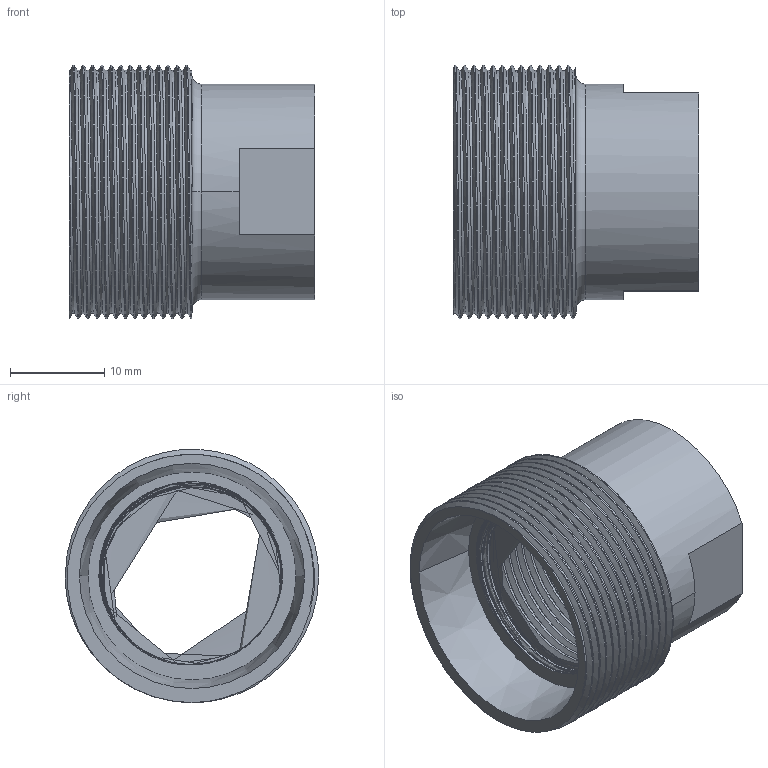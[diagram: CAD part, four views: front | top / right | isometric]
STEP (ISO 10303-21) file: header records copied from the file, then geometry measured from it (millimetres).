
FILE_DESCRIPTION (( 'STEP AP203' ), '1' );
FILE_NAME ('3D_R131-G_3-4_17102850.STEP', '2024-08-15T09:46:48', ( '' ), ( '' ), 'SwSTEP 2.0', 'SolidWorks 2024', '' );
FILE_SCHEMA (( 'CONFIG_CONTROL_DESIGN' ));
Length unit declared in the file: millimetre
Products named in the file (1): 3D_R131-G_3-4_17102850
Bounding box: 26 x 26.9 x 26.89 mm (x, y, z)
Volume: 3892.3 mm3; surface area: 5486.8 mm2
Topology: 1 solids, 1 shells, 87 faces, 246 edges, 163 vertices
Faces by surface type: cylinder 69, plane 8, bspline 6, torus 2, cone 2
Entity records: 9501 total; most frequent: CARTESIAN_POINT 7600, ORIENTED_EDGE 492, DIRECTION 281, EDGE_CURVE 246, VERTEX_POINT 163, AXIS2_PLACEMENT_3D 102, EDGE_LOOP 91, FACE_OUTER_BOUND 87
